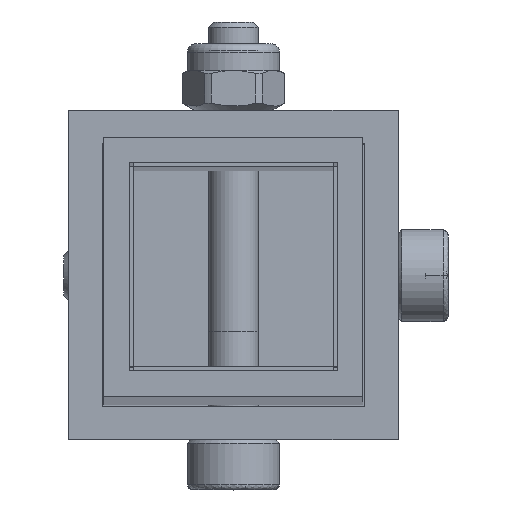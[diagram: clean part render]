
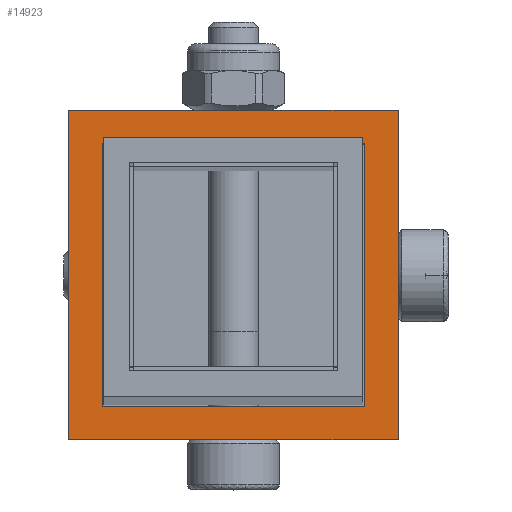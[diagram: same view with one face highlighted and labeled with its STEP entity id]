
A CAD part, top view. The second image highlights one B-rep face of the part: STEP entity #14923.
In plain terms, the highlighted face is planar.
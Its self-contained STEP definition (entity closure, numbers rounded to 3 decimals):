
#13817 = PLANE('',#13818);
#13818 = AXIS2_PLACEMENT_3D('',#13819,#13820,#13821);
#13819 = CARTESIAN_POINT('',(-9.85,-9.85,0.));
#13820 = DIRECTION('',(-1.,0.,0.));
#13821 = DIRECTION('',(0.,1.,0.));
#14292 = PLANE('',#14293);
#14293 = AXIS2_PLACEMENT_3D('',#14294,#14295,#14296);
#14294 = CARTESIAN_POINT('',(-9.85,9.85,0.));
#14295 = DIRECTION('',(0.,1.,0.));
#14296 = DIRECTION('',(1.,0.,0.));
#14346 = PLANE('',#14347);
#14347 = AXIS2_PLACEMENT_3D('',#14348,#14349,#14350);
#14348 = CARTESIAN_POINT('',(9.85,-9.85,0.));
#14349 = DIRECTION('',(0.,-1.,0.));
#14350 = DIRECTION('',(-1.,0.,0.));
#14362 = VERTEX_POINT('',#14363);
#14363 = CARTESIAN_POINT('',(-9.85,-9.85,15.));
#14384 = EDGE_CURVE('',#14362,#14385,#14387,.T.);
#14385 = VERTEX_POINT('',#14386);
#14386 = CARTESIAN_POINT('',(-9.85,9.85,15.));
#14387 = SURFACE_CURVE('',#14388,(#14392,#14399),.PCURVE_S1.);
#14388 = LINE('',#14389,#14390);
#14389 = CARTESIAN_POINT('',(-9.85,-9.85,15.));
#14390 = VECTOR('',#14391,1.);
#14391 = DIRECTION('',(0.,1.,0.));
#14392 = PCURVE('',#13817,#14393);
#14393 = DEFINITIONAL_REPRESENTATION('',(#14394),#14398);
#14394 = LINE('',#14395,#14396);
#14395 = CARTESIAN_POINT('',(0.,-15.));
#14396 = VECTOR('',#14397,1.);
#14397 = DIRECTION('',(1.,0.));
#14398 = ( GEOMETRIC_REPRESENTATION_CONTEXT(2) 
PARAMETRIC_REPRESENTATION_CONTEXT() REPRESENTATION_CONTEXT('2D SPACE',''
  ) );
#14399 = PCURVE('',#14400,#14405);
#14400 = PLANE('',#14401);
#14401 = AXIS2_PLACEMENT_3D('',#14402,#14403,#14404);
#14402 = CARTESIAN_POINT('',(0.,0.,15.));
#14403 = DIRECTION('',(-0.,-0.,-1.));
#14404 = DIRECTION('',(-1.,0.,0.));
#14405 = DEFINITIONAL_REPRESENTATION('',(#14406),#14410);
#14406 = LINE('',#14407,#14408);
#14407 = CARTESIAN_POINT('',(9.85,-9.85));
#14408 = VECTOR('',#14409,1.);
#14409 = DIRECTION('',(0.,1.));
#14410 = ( GEOMETRIC_REPRESENTATION_CONTEXT(2) 
PARAMETRIC_REPRESENTATION_CONTEXT() REPRESENTATION_CONTEXT('2D SPACE',''
  ) );
#14481 = PLANE('',#14482);
#14482 = AXIS2_PLACEMENT_3D('',#14483,#14484,#14485);
#14483 = CARTESIAN_POINT('',(9.85,9.85,0.));
#14484 = DIRECTION('',(1.,0.,0.));
#14485 = DIRECTION('',(0.,-1.,0.));
#14768 = EDGE_CURVE('',#14385,#14769,#14771,.T.);
#14769 = VERTEX_POINT('',#14770);
#14770 = CARTESIAN_POINT('',(9.85,9.85,15.));
#14771 = SURFACE_CURVE('',#14772,(#14776,#14783),.PCURVE_S1.);
#14772 = LINE('',#14773,#14774);
#14773 = CARTESIAN_POINT('',(-9.85,9.85,15.));
#14774 = VECTOR('',#14775,1.);
#14775 = DIRECTION('',(1.,0.,0.));
#14776 = PCURVE('',#14292,#14777);
#14777 = DEFINITIONAL_REPRESENTATION('',(#14778),#14782);
#14778 = LINE('',#14779,#14780);
#14779 = CARTESIAN_POINT('',(0.,-15.));
#14780 = VECTOR('',#14781,1.);
#14781 = DIRECTION('',(1.,0.));
#14782 = ( GEOMETRIC_REPRESENTATION_CONTEXT(2) 
PARAMETRIC_REPRESENTATION_CONTEXT() REPRESENTATION_CONTEXT('2D SPACE',''
  ) );
#14783 = PCURVE('',#14400,#14784);
#14784 = DEFINITIONAL_REPRESENTATION('',(#14785),#14789);
#14785 = LINE('',#14786,#14787);
#14786 = CARTESIAN_POINT('',(9.85,9.85));
#14787 = VECTOR('',#14788,1.);
#14788 = DIRECTION('',(-1.,0.));
#14789 = ( GEOMETRIC_REPRESENTATION_CONTEXT(2) 
PARAMETRIC_REPRESENTATION_CONTEXT() REPRESENTATION_CONTEXT('2D SPACE',''
  ) );
#14848 = VERTEX_POINT('',#14849);
#14849 = CARTESIAN_POINT('',(9.85,-9.85,15.));
#14870 = EDGE_CURVE('',#14848,#14362,#14871,.T.);
#14871 = SURFACE_CURVE('',#14872,(#14876,#14883),.PCURVE_S1.);
#14872 = LINE('',#14873,#14874);
#14873 = CARTESIAN_POINT('',(9.85,-9.85,15.));
#14874 = VECTOR('',#14875,1.);
#14875 = DIRECTION('',(-1.,0.,0.));
#14876 = PCURVE('',#14346,#14877);
#14877 = DEFINITIONAL_REPRESENTATION('',(#14878),#14882);
#14878 = LINE('',#14879,#14880);
#14879 = CARTESIAN_POINT('',(0.,-15.));
#14880 = VECTOR('',#14881,1.);
#14881 = DIRECTION('',(1.,0.));
#14882 = ( GEOMETRIC_REPRESENTATION_CONTEXT(2) 
PARAMETRIC_REPRESENTATION_CONTEXT() REPRESENTATION_CONTEXT('2D SPACE',''
  ) );
#14883 = PCURVE('',#14400,#14884);
#14884 = DEFINITIONAL_REPRESENTATION('',(#14885),#14889);
#14885 = LINE('',#14886,#14887);
#14886 = CARTESIAN_POINT('',(-9.85,-9.85));
#14887 = VECTOR('',#14888,1.);
#14888 = DIRECTION('',(1.,0.));
#14889 = ( GEOMETRIC_REPRESENTATION_CONTEXT(2) 
PARAMETRIC_REPRESENTATION_CONTEXT() REPRESENTATION_CONTEXT('2D SPACE',''
  ) );
#14923 = ADVANCED_FACE('',(#14924,#14950),#14400,.T.);
#14924 = FACE_BOUND('',#14925,.T.);
#14925 = EDGE_LOOP('',(#14926,#14927,#14948,#14949));
#14926 = ORIENTED_EDGE('',*,*,#14768,.T.);
#14927 = ORIENTED_EDGE('',*,*,#14928,.T.);
#14928 = EDGE_CURVE('',#14769,#14848,#14929,.T.);
#14929 = SURFACE_CURVE('',#14930,(#14934,#14941),.PCURVE_S1.);
#14930 = LINE('',#14931,#14932);
#14931 = CARTESIAN_POINT('',(9.85,9.85,15.));
#14932 = VECTOR('',#14933,1.);
#14933 = DIRECTION('',(0.,-1.,0.));
#14934 = PCURVE('',#14400,#14935);
#14935 = DEFINITIONAL_REPRESENTATION('',(#14936),#14940);
#14936 = LINE('',#14937,#14938);
#14937 = CARTESIAN_POINT('',(-9.85,9.85));
#14938 = VECTOR('',#14939,1.);
#14939 = DIRECTION('',(0.,-1.));
#14940 = ( GEOMETRIC_REPRESENTATION_CONTEXT(2) 
PARAMETRIC_REPRESENTATION_CONTEXT() REPRESENTATION_CONTEXT('2D SPACE',''
  ) );
#14941 = PCURVE('',#14481,#14942);
#14942 = DEFINITIONAL_REPRESENTATION('',(#14943),#14947);
#14943 = LINE('',#14944,#14945);
#14944 = CARTESIAN_POINT('',(0.,-15.));
#14945 = VECTOR('',#14946,1.);
#14946 = DIRECTION('',(1.,0.));
#14947 = ( GEOMETRIC_REPRESENTATION_CONTEXT(2) 
PARAMETRIC_REPRESENTATION_CONTEXT() REPRESENTATION_CONTEXT('2D SPACE',''
  ) );
#14948 = ORIENTED_EDGE('',*,*,#14870,.T.);
#14949 = ORIENTED_EDGE('',*,*,#14384,.T.);
#14950 = FACE_BOUND('',#14951,.T.);
#14951 = EDGE_LOOP('',(#14952,#14982,#15010,#15038));
#14952 = ORIENTED_EDGE('',*,*,#14953,.F.);
#14953 = EDGE_CURVE('',#14954,#14956,#14958,.T.);
#14954 = VERTEX_POINT('',#14955);
#14955 = CARTESIAN_POINT('',(-7.85,-7.85,15.));
#14956 = VERTEX_POINT('',#14957);
#14957 = CARTESIAN_POINT('',(-7.85,7.85,15.));
#14958 = SURFACE_CURVE('',#14959,(#14963,#14970),.PCURVE_S1.);
#14959 = LINE('',#14960,#14961);
#14960 = CARTESIAN_POINT('',(-7.85,-7.85,15.));
#14961 = VECTOR('',#14962,1.);
#14962 = DIRECTION('',(0.,1.,0.));
#14963 = PCURVE('',#14400,#14964);
#14964 = DEFINITIONAL_REPRESENTATION('',(#14965),#14969);
#14965 = LINE('',#14966,#14967);
#14966 = CARTESIAN_POINT('',(7.85,-7.85));
#14967 = VECTOR('',#14968,1.);
#14968 = DIRECTION('',(0.,1.));
#14969 = ( GEOMETRIC_REPRESENTATION_CONTEXT(2) 
PARAMETRIC_REPRESENTATION_CONTEXT() REPRESENTATION_CONTEXT('2D SPACE',''
  ) );
#14970 = PCURVE('',#14971,#14976);
#14971 = PLANE('',#14972);
#14972 = AXIS2_PLACEMENT_3D('',#14973,#14974,#14975);
#14973 = CARTESIAN_POINT('',(-7.85,-7.85,0.));
#14974 = DIRECTION('',(-1.,0.,0.));
#14975 = DIRECTION('',(0.,1.,0.));
#14976 = DEFINITIONAL_REPRESENTATION('',(#14977),#14981);
#14977 = LINE('',#14978,#14979);
#14978 = CARTESIAN_POINT('',(0.,-15.));
#14979 = VECTOR('',#14980,1.);
#14980 = DIRECTION('',(1.,0.));
#14981 = ( GEOMETRIC_REPRESENTATION_CONTEXT(2) 
PARAMETRIC_REPRESENTATION_CONTEXT() REPRESENTATION_CONTEXT('2D SPACE',''
  ) );
#14982 = ORIENTED_EDGE('',*,*,#14983,.F.);
#14983 = EDGE_CURVE('',#14984,#14954,#14986,.T.);
#14984 = VERTEX_POINT('',#14985);
#14985 = CARTESIAN_POINT('',(7.85,-7.85,15.));
#14986 = SURFACE_CURVE('',#14987,(#14991,#14998),.PCURVE_S1.);
#14987 = LINE('',#14988,#14989);
#14988 = CARTESIAN_POINT('',(7.85,-7.85,15.));
#14989 = VECTOR('',#14990,1.);
#14990 = DIRECTION('',(-1.,0.,0.));
#14991 = PCURVE('',#14400,#14992);
#14992 = DEFINITIONAL_REPRESENTATION('',(#14993),#14997);
#14993 = LINE('',#14994,#14995);
#14994 = CARTESIAN_POINT('',(-7.85,-7.85));
#14995 = VECTOR('',#14996,1.);
#14996 = DIRECTION('',(1.,0.));
#14997 = ( GEOMETRIC_REPRESENTATION_CONTEXT(2) 
PARAMETRIC_REPRESENTATION_CONTEXT() REPRESENTATION_CONTEXT('2D SPACE',''
  ) );
#14998 = PCURVE('',#14999,#15004);
#14999 = PLANE('',#15000);
#15000 = AXIS2_PLACEMENT_3D('',#15001,#15002,#15003);
#15001 = CARTESIAN_POINT('',(7.85,-7.85,0.));
#15002 = DIRECTION('',(0.,-1.,0.));
#15003 = DIRECTION('',(-1.,0.,0.));
#15004 = DEFINITIONAL_REPRESENTATION('',(#15005),#15009);
#15005 = LINE('',#15006,#15007);
#15006 = CARTESIAN_POINT('',(0.,-15.));
#15007 = VECTOR('',#15008,1.);
#15008 = DIRECTION('',(1.,0.));
#15009 = ( GEOMETRIC_REPRESENTATION_CONTEXT(2) 
PARAMETRIC_REPRESENTATION_CONTEXT() REPRESENTATION_CONTEXT('2D SPACE',''
  ) );
#15010 = ORIENTED_EDGE('',*,*,#15011,.F.);
#15011 = EDGE_CURVE('',#15012,#14984,#15014,.T.);
#15012 = VERTEX_POINT('',#15013);
#15013 = CARTESIAN_POINT('',(7.85,7.85,15.));
#15014 = SURFACE_CURVE('',#15015,(#15019,#15026),.PCURVE_S1.);
#15015 = LINE('',#15016,#15017);
#15016 = CARTESIAN_POINT('',(7.85,7.85,15.));
#15017 = VECTOR('',#15018,1.);
#15018 = DIRECTION('',(0.,-1.,0.));
#15019 = PCURVE('',#14400,#15020);
#15020 = DEFINITIONAL_REPRESENTATION('',(#15021),#15025);
#15021 = LINE('',#15022,#15023);
#15022 = CARTESIAN_POINT('',(-7.85,7.85));
#15023 = VECTOR('',#15024,1.);
#15024 = DIRECTION('',(0.,-1.));
#15025 = ( GEOMETRIC_REPRESENTATION_CONTEXT(2) 
PARAMETRIC_REPRESENTATION_CONTEXT() REPRESENTATION_CONTEXT('2D SPACE',''
  ) );
#15026 = PCURVE('',#15027,#15032);
#15027 = PLANE('',#15028);
#15028 = AXIS2_PLACEMENT_3D('',#15029,#15030,#15031);
#15029 = CARTESIAN_POINT('',(7.85,7.85,0.));
#15030 = DIRECTION('',(1.,0.,0.));
#15031 = DIRECTION('',(0.,-1.,0.));
#15032 = DEFINITIONAL_REPRESENTATION('',(#15033),#15037);
#15033 = LINE('',#15034,#15035);
#15034 = CARTESIAN_POINT('',(0.,-15.));
#15035 = VECTOR('',#15036,1.);
#15036 = DIRECTION('',(1.,0.));
#15037 = ( GEOMETRIC_REPRESENTATION_CONTEXT(2) 
PARAMETRIC_REPRESENTATION_CONTEXT() REPRESENTATION_CONTEXT('2D SPACE',''
  ) );
#15038 = ORIENTED_EDGE('',*,*,#15039,.F.);
#15039 = EDGE_CURVE('',#14956,#15012,#15040,.T.);
#15040 = SURFACE_CURVE('',#15041,(#15045,#15052),.PCURVE_S1.);
#15041 = LINE('',#15042,#15043);
#15042 = CARTESIAN_POINT('',(-7.85,7.85,15.));
#15043 = VECTOR('',#15044,1.);
#15044 = DIRECTION('',(1.,0.,0.));
#15045 = PCURVE('',#14400,#15046);
#15046 = DEFINITIONAL_REPRESENTATION('',(#15047),#15051);
#15047 = LINE('',#15048,#15049);
#15048 = CARTESIAN_POINT('',(7.85,7.85));
#15049 = VECTOR('',#15050,1.);
#15050 = DIRECTION('',(-1.,0.));
#15051 = ( GEOMETRIC_REPRESENTATION_CONTEXT(2) 
PARAMETRIC_REPRESENTATION_CONTEXT() REPRESENTATION_CONTEXT('2D SPACE',''
  ) );
#15052 = PCURVE('',#15053,#15058);
#15053 = PLANE('',#15054);
#15054 = AXIS2_PLACEMENT_3D('',#15055,#15056,#15057);
#15055 = CARTESIAN_POINT('',(-7.85,7.85,0.));
#15056 = DIRECTION('',(0.,1.,0.));
#15057 = DIRECTION('',(1.,0.,0.));
#15058 = DEFINITIONAL_REPRESENTATION('',(#15059),#15063);
#15059 = LINE('',#15060,#15061);
#15060 = CARTESIAN_POINT('',(0.,-15.));
#15061 = VECTOR('',#15062,1.);
#15062 = DIRECTION('',(1.,0.));
#15063 = ( GEOMETRIC_REPRESENTATION_CONTEXT(2) 
PARAMETRIC_REPRESENTATION_CONTEXT() REPRESENTATION_CONTEXT('2D SPACE',''
  ) );
